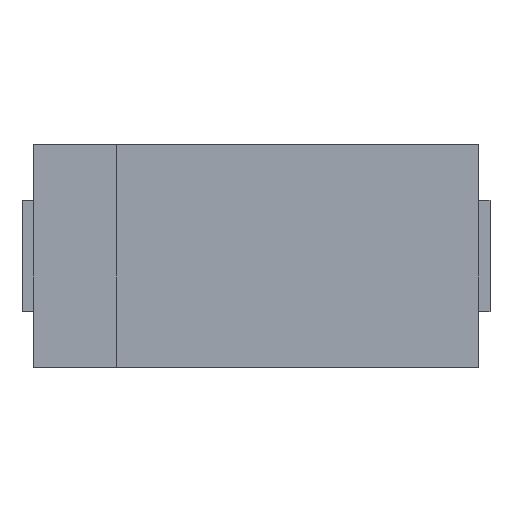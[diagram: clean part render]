
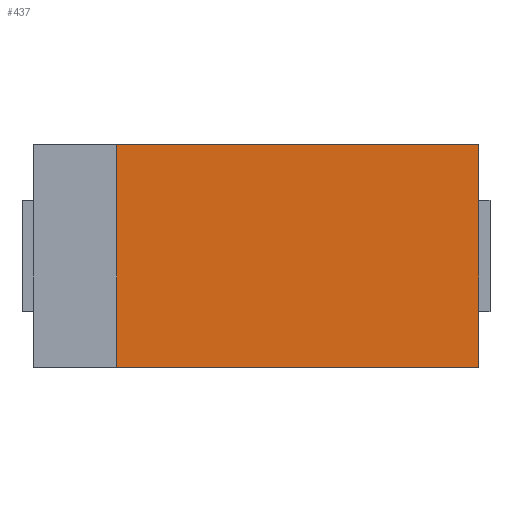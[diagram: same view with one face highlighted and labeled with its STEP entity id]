
A CAD part, top view. The second image highlights one B-rep face of the part: STEP entity #437.
In plain terms, the highlighted planar face has unit normal (0, 0, 1).
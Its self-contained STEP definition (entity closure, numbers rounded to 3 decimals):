
#8 = VERTEX_POINT ( 'NONE', #1144 ) ;
#96 = AXIS2_PLACEMENT_3D ( 'NONE', #583, #690, #1186 ) ;
#186 = CARTESIAN_POINT ( 'NONE',  ( 0.8, 0.4, 0.37 ) ) ;
#195 = DIRECTION ( 'NONE',  ( 0., 1., 0. ) ) ;
#206 = VERTEX_POINT ( 'NONE', #373 ) ;
#260 = LINE ( 'NONE', #186, #994 ) ;
#284 = EDGE_LOOP ( 'NONE', ( #400, #1170, #474, #729 ) ) ;
#303 = VECTOR ( 'NONE', #195, 1000. ) ;
#315 = CARTESIAN_POINT ( 'NONE',  ( -0.8, 0.4, 0.37 ) ) ;
#323 = VERTEX_POINT ( 'NONE', #1073 ) ;
#331 = EDGE_CURVE ( 'NONE', #1273, #323, #260, .T. ) ;
#339 = DIRECTION ( 'NONE',  ( 1., 0., 0. ) ) ;
#373 = CARTESIAN_POINT ( 'NONE',  ( -0.5, 0.4, 0.37 ) ) ;
#394 = VECTOR ( 'NONE', #339, 1000. ) ;
#400 = ORIENTED_EDGE ( 'NONE', *, *, #526, .F. ) ;
#437 = ADVANCED_FACE ( 'NONE', ( #1138 ), #1096, .T. ) ;
#474 = ORIENTED_EDGE ( 'NONE', *, *, #331, .T. ) ;
#526 = EDGE_CURVE ( 'NONE', #8, #206, #1039, .T. ) ;
#579 = EDGE_CURVE ( 'NONE', #323, #206, #1148, .T. ) ;
#583 = CARTESIAN_POINT ( 'NONE',  ( 0., 0., 0.37 ) ) ;
#598 = VECTOR ( 'NONE', #1020, 1000. ) ;
#617 = EDGE_CURVE ( 'NONE', #8, #1273, #943, .T. ) ;
#690 = DIRECTION ( 'NONE',  ( 0., 0., 1. ) ) ;
#699 = CARTESIAN_POINT ( 'NONE',  ( -0.5, 0., 0.37 ) ) ;
#707 = CARTESIAN_POINT ( 'NONE',  ( -0.8, -0.4, 0.37 ) ) ;
#729 = ORIENTED_EDGE ( 'NONE', *, *, #579, .T. ) ;
#761 = CARTESIAN_POINT ( 'NONE',  ( 0.8, -0.4, 0.37 ) ) ;
#943 = LINE ( 'NONE', #707, #394 ) ;
#994 = VECTOR ( 'NONE', #1092, 1000. ) ;
#1020 = DIRECTION ( 'NONE',  ( -1., 0., 0. ) ) ;
#1039 = LINE ( 'NONE', #699, #303 ) ;
#1073 = CARTESIAN_POINT ( 'NONE',  ( 0.8, 0.4, 0.37 ) ) ;
#1092 = DIRECTION ( 'NONE',  ( 0., 1., 0. ) ) ;
#1096 = PLANE ( 'NONE',  #96 ) ;
#1138 = FACE_OUTER_BOUND ( 'NONE', #284, .T. ) ;
#1144 = CARTESIAN_POINT ( 'NONE',  ( -0.5, -0.4, 0.37 ) ) ;
#1148 = LINE ( 'NONE', #315, #598 ) ;
#1170 = ORIENTED_EDGE ( 'NONE', *, *, #617, .T. ) ;
#1186 = DIRECTION ( 'NONE',  ( 1., 0., 0. ) ) ;
#1273 = VERTEX_POINT ( 'NONE', #761 ) ;
